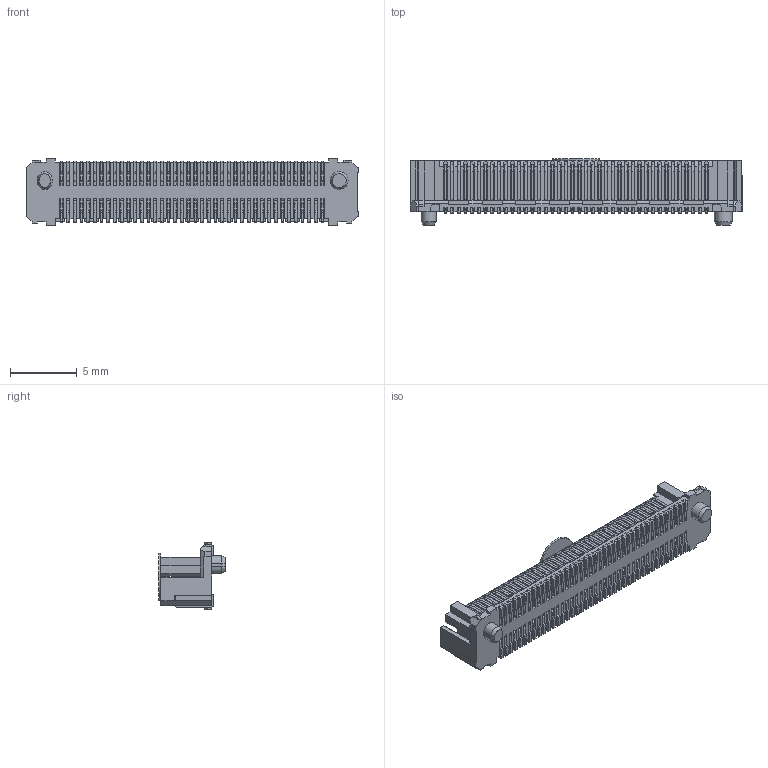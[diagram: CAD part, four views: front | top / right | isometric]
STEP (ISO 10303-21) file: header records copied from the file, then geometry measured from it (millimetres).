
FILE_DESCRIPTION(/* description */ ('STEP AP214'),/* implementation_level */ '2;1');
FILE_NAME(/* name */ 'LSHM-140-02.5-L-DV-A-N-K-TR',/* time_stamp */ '2023-03-22T13:06:31+01:00',/* author */ ('License CC BY-ND 4.0'),/* organization */ ('CADENAS'),/* preprocessor_version */ 'ST-DEVELOPER v19.3',/* originating_system */ 'PARTsolutions',/* authorisation */ ' ');
FILE_SCHEMA (('AUTOMOTIVE_DESIGN {1 0 10303 214 3 1 1}'));
Products named in the file (4): LSHM-140-02.5-L-DV-A-N-K-TR; K-DOT-.138-.250-.005.pp; C-185--40-02.5-DV1P; LSHM-40-02.5-DV-A-N_STRIP
Assembly tree (3 placements, depth 2):
  LSHM-140-02.5-L-DV-A-N-K-TR
    K-DOT-.138-.250-.005.pp
    C-185--40-02.5-DV1P
    LSHM-40-02.5-DV-A-N_STRIP
Bounding box: 24.8 x 4.95 x 4.98 mm (x, y, z)
Volume: 232.5 mm3; surface area: 1521.2 mm2
Topology: 3 solids, 3 shells, 2962 faces, 8827 edges, 5714 vertices
Faces by surface type: plane 2395, cylinder 564, cone 3
Full cylindrical faces by diameter (mm): 1.32 x1, 3.5 x1
Entity records: 98145 total; most frequent: ORIENTED_EDGE 17646, CARTESIAN_POINT 17502, DIRECTION 15886, EDGE_CURVE 8823, LINE 7692, VECTOR 7692, VERTEX_POINT 5713, AXIS2_PLACEMENT_3D 4097
